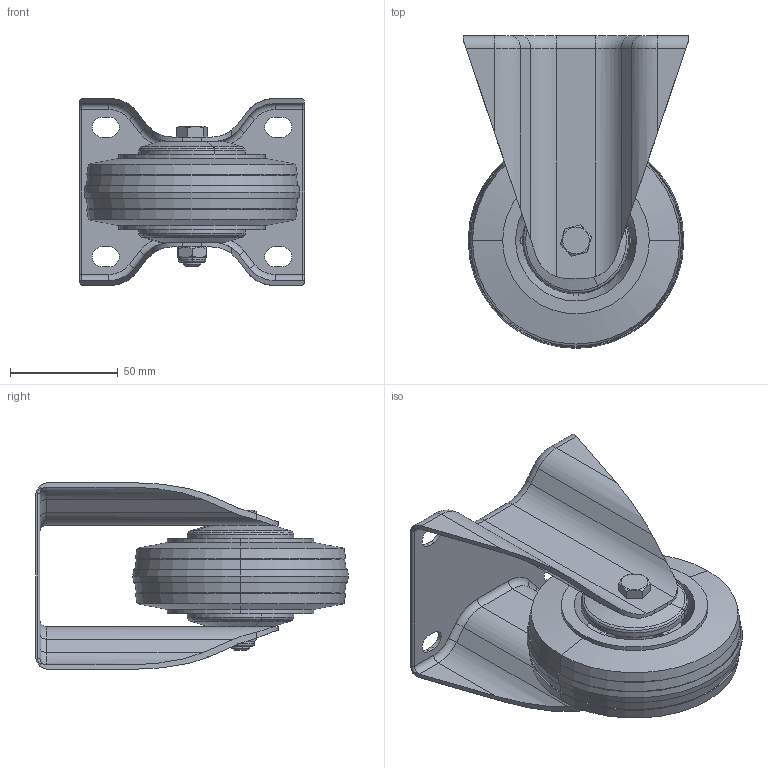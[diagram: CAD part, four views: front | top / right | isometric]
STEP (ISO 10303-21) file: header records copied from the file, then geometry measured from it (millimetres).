
FILE_DESCRIPTION(('FreeCAD Model'),'2;1');
FILE_NAME('Open CASCADE Shape Model','2024-10-15T08:04:41',(''),(''), 'Open CASCADE STEP processor 7.6','FreeCAD','Unknown');
FILE_SCHEMA(('AUTOMOTIVE_DESIGN { 1 0 10303 214 1 1 1 1 }'));
Length unit declared in the file: millimetre
Products named in the file (10): ST-D100FIXE; ST-D100FIXE001; 51001210-1; RA-13-23-2.5; Rlx-12-20-39; ST-D100FIXE002; vST-D100FIXE; ENT-8.1-12-46; TH-M8x60; M8-Auto-frein
Assembly tree (10 placements, depth 3):
  ST-D100FIXE
    ST-D100FIXE001
      51001210-1
      RA-13-23-2.5
      Rlx-12-20-39
    ST-D100FIXE002
    vST-D100FIXE  x2
    ENT-8.1-12-46
    TH-M8x60
    M8-Auto-frein
Bounding box: 104.5 x 145 x 86.5 mm (x, y, z)
Volume: 249748.9 mm3; surface area: 122117.6 mm2
Topology: 19 solids, 19 shells, 403 faces, 2203 edges, 5384 vertices
Faces by surface type: plane 176, cylinder 145, cone 52, torus 30
Entity records: 44314 total; most frequent: CARTESIAN_POINT 14408, DIRECTION 5481, LINE 2601, VECTOR 2601, ORIENTED_EDGE 1970, PCURVE 1970, DEFINITIONAL_REPRESENTATION 1970, AXIS2_PLACEMENT_3D 1337
